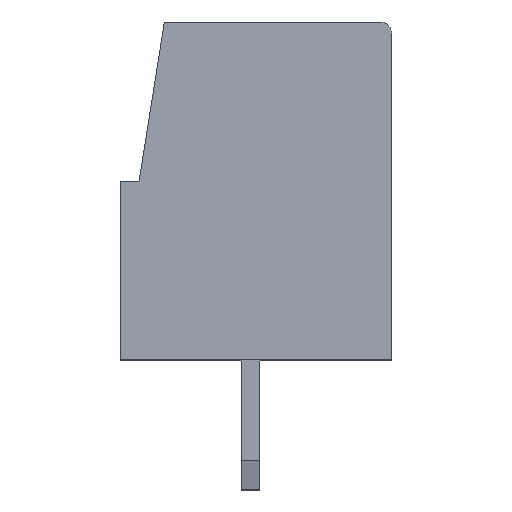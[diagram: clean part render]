
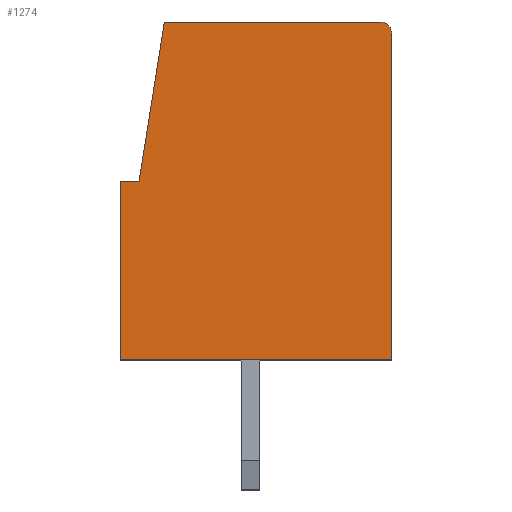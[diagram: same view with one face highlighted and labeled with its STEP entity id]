
A CAD part, left-side view. The second image highlights one B-rep face of the part: STEP entity #1274.
In plain terms, the highlighted planar face has unit normal (-1, 0, 0).
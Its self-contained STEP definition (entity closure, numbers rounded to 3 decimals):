
#1274 = ADVANCED_FACE( '', ( #2656 ), #2657, .F. );
#2656 = FACE_OUTER_BOUND( '', #4108, .T. );
#2657 = PLANE( '', #4109 );
#4108 = EDGE_LOOP( '', ( #7763, #7764, #7765, #7766, #7767, #7768, #7769 ) );
#4109 = AXIS2_PLACEMENT_3D( '', #7770, #7771, #7772 );
#7763 = ORIENTED_EDGE( '', *, *, #9336, .T. );
#7764 = ORIENTED_EDGE( '', *, *, #10066, .F. );
#7765 = ORIENTED_EDGE( '', *, *, #9697, .F. );
#7766 = ORIENTED_EDGE( '', *, *, #9361, .T. );
#7767 = ORIENTED_EDGE( '', *, *, #10067, .T. );
#7768 = ORIENTED_EDGE( '', *, *, #9973, .T. );
#7769 = ORIENTED_EDGE( '', *, *, #9956, .T. );
#7770 = CARTESIAN_POINT( '', ( -1.905, -11.88, 0. ) );
#7771 = DIRECTION( '', ( 1., 0., 0. ) );
#7772 = DIRECTION( '', ( 0., 0., 1. ) );
#9336 = EDGE_CURVE( '', #11514, #11512, #11515, .T. );
#9361 = EDGE_CURVE( '', #11556, #11557, #11558, .T. );
#9697 = EDGE_CURVE( '', #11556, #12034, #12035, .T. );
#9956 = EDGE_CURVE( '', #12353, #11514, #12354, .T. );
#9973 = EDGE_CURVE( '', #12375, #12353, #12376, .T. );
#10066 = EDGE_CURVE( '', #12034, #11512, #12473, .T. );
#10067 = EDGE_CURVE( '', #11557, #12375, #12474, .T. );
#11512 = VERTEX_POINT( '', #14522 );
#11514 = VERTEX_POINT( '', #14525 );
#11515 = LINE( '', #14526, #14527 );
#11556 = VERTEX_POINT( '', #14585 );
#11557 = VERTEX_POINT( '', #14586 );
#11558 = LINE( '', #14587, #14588 );
#12034 = VERTEX_POINT( '', #15296 );
#12035 = LINE( '', #15297, #15298 );
#12353 = VERTEX_POINT( '', #15781 );
#12354 = LINE( '', #15782, #15783 );
#12375 = VERTEX_POINT( '', #15812 );
#12376 = LINE( '', #15813, #15814 );
#12473 = CIRCLE( '', #15952, 0.3 );
#12474 = LINE( '', #15953, #15954 );
#14522 = CARTESIAN_POINT( '', ( -1.905, -7.3, 8.8 ) );
#14525 = CARTESIAN_POINT( '', ( -1.905, -7.3, 0. ) );
#14526 = CARTESIAN_POINT( '', ( -1.905, -7.3, 0. ) );
#14527 = VECTOR( '', #16831, 1000. );
#14585 = CARTESIAN_POINT( '', ( -1.905, -1.181, 9.1 ) );
#14586 = CARTESIAN_POINT( '', ( -1.905, -0.5, 4.8 ) );
#14587 = CARTESIAN_POINT( '', ( -1.905, 0.26, 0. ) );
#14588 = VECTOR( '', #16852, 1000. );
#15296 = CARTESIAN_POINT( '', ( -1.905, -7., 9.1 ) );
#15297 = CARTESIAN_POINT( '', ( -1.905, -3.5, 9.1 ) );
#15298 = VECTOR( '', #17130, 1000. );
#15781 = CARTESIAN_POINT( '', ( -1.905, 0., 0. ) );
#15782 = CARTESIAN_POINT( '', ( -1.905, -3.5, 0. ) );
#15783 = VECTOR( '', #17320, 1000. );
#15812 = CARTESIAN_POINT( '', ( -1.905, 0., 4.8 ) );
#15813 = CARTESIAN_POINT( '', ( -1.905, 0., 0. ) );
#15814 = VECTOR( '', #17332, 1000. );
#15952 = AXIS2_PLACEMENT_3D( '', #17392, #17393, #17394 );
#15953 = CARTESIAN_POINT( '', ( -1.905, -3.5, 4.8 ) );
#15954 = VECTOR( '', #17395, 1000. );
#16831 = DIRECTION( '', ( 0., 0., 1. ) );
#16852 = DIRECTION( '', ( 0., 0.156, -0.988 ) );
#17130 = DIRECTION( '', ( 0., -1., 0. ) );
#17320 = DIRECTION( '', ( 0., -1., 0. ) );
#17332 = DIRECTION( '', ( 0., 0., -1. ) );
#17392 = CARTESIAN_POINT( '', ( -1.905, -7., 8.8 ) );
#17393 = DIRECTION( '', ( 1., 0., 0. ) );
#17394 = DIRECTION( '', ( 0., -1., 0. ) );
#17395 = DIRECTION( '', ( 0., 1., 0. ) );
